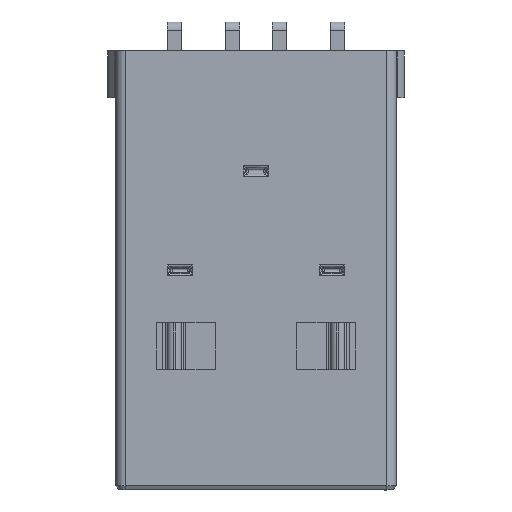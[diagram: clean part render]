
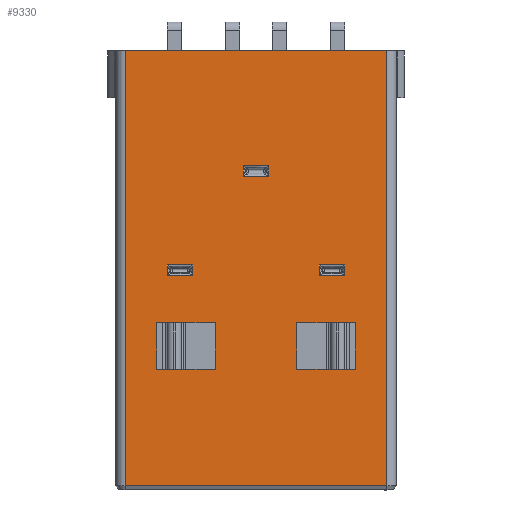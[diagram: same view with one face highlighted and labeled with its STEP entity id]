
A CAD part, top view. The second image highlights one B-rep face of the part: STEP entity #9330.
In plain terms, the highlighted planar face has unit normal (0, 0, 1).
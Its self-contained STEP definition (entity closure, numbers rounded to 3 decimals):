
#130=FACE_BOUND('',#3256,.T.);
#131=FACE_BOUND('',#3257,.T.);
#132=FACE_BOUND('',#3258,.T.);
#133=FACE_BOUND('',#3259,.T.);
#134=FACE_BOUND('',#3260,.T.);
#169=PLANE('',#10135);
#485=LINE('',#13780,#1432);
#491=LINE('',#13846,#1438);
#494=LINE('',#13851,#1441);
#502=LINE('',#13926,#1449);
#509=LINE('',#13994,#1456);
#517=LINE('',#14068,#1464);
#520=LINE('',#14074,#1467);
#528=LINE('',#14143,#1475);
#598=LINE('',#14706,#1545);
#599=LINE('',#14711,#1546);
#600=LINE('',#14713,#1547);
#601=LINE('',#14715,#1548);
#602=LINE('',#14716,#1549);
#603=LINE('',#14717,#1550);
#604=LINE('',#14720,#1551);
#605=LINE('',#14722,#1552);
#606=LINE('',#14724,#1553);
#607=LINE('',#14725,#1554);
#608=LINE('',#14728,#1555);
#609=LINE('',#14730,#1556);
#610=LINE('',#14732,#1557);
#611=LINE('',#14733,#1558);
#612=LINE('',#14734,#1559);
#613=LINE('',#14735,#1560);
#1432=VECTOR('',#10903,10.);
#1438=VECTOR('',#10935,10.);
#1441=VECTOR('',#10942,10.);
#1449=VECTOR('',#10982,10.);
#1456=VECTOR('',#11017,10.);
#1464=VECTOR('',#11055,10.);
#1467=VECTOR('',#11062,10.);
#1475=VECTOR('',#11100,10.);
#1545=VECTOR('',#11420,10.);
#1546=VECTOR('',#11425,10.);
#1547=VECTOR('',#11426,10.);
#1548=VECTOR('',#11427,10.);
#1549=VECTOR('',#11428,10.);
#1550=VECTOR('',#11429,10.);
#1551=VECTOR('',#11430,10.);
#1552=VECTOR('',#11431,10.);
#1553=VECTOR('',#11432,10.);
#1554=VECTOR('',#11433,10.);
#1555=VECTOR('',#11434,10.);
#1556=VECTOR('',#11435,10.);
#1557=VECTOR('',#11436,10.);
#1558=VECTOR('',#11437,10.);
#1559=VECTOR('',#11438,10.);
#1560=VECTOR('',#11439,10.);
#2663=FACE_OUTER_BOUND('',#3255,.T.);
#3255=EDGE_LOOP('',(#6808,#6809,#6810,#6811));
#3256=EDGE_LOOP('',(#6812,#6813,#6814,#6815));
#3257=EDGE_LOOP('',(#6816,#6817,#6818,#6819));
#3258=EDGE_LOOP('',(#6820,#6821,#6822,#6823));
#3259=EDGE_LOOP('',(#6824,#6825,#6826,#6827));
#3260=EDGE_LOOP('',(#6828,#6829,#6830,#6831));
#4158=VERTEX_POINT('',#13731);
#4164=VERTEX_POINT('',#13768);
#4166=VERTEX_POINT('',#13778);
#4170=VERTEX_POINT('',#13808);
#4176=VERTEX_POINT('',#13877);
#4182=VERTEX_POINT('',#13914);
#4184=VERTEX_POINT('',#13924);
#4191=VERTEX_POINT('',#13986);
#4194=VERTEX_POINT('',#14021);
#4200=VERTEX_POINT('',#14058);
#4202=VERTEX_POINT('',#14066);
#4209=VERTEX_POINT('',#14136);
#4303=VERTEX_POINT('',#14709);
#4304=VERTEX_POINT('',#14710);
#4305=VERTEX_POINT('',#14712);
#4306=VERTEX_POINT('',#14714);
#4307=VERTEX_POINT('',#14718);
#4308=VERTEX_POINT('',#14719);
#4309=VERTEX_POINT('',#14721);
#4310=VERTEX_POINT('',#14723);
#4311=VERTEX_POINT('',#14726);
#4312=VERTEX_POINT('',#14727);
#4313=VERTEX_POINT('',#14729);
#4314=VERTEX_POINT('',#14731);
#4999=EDGE_CURVE('',#4166,#4164,#485,.T.);
#5013=EDGE_CURVE('',#4158,#4170,#491,.T.);
#5016=EDGE_CURVE('',#4170,#4166,#494,.T.);
#5034=EDGE_CURVE('',#4184,#4182,#502,.T.);
#5049=EDGE_CURVE('',#4176,#4191,#509,.T.);
#5067=EDGE_CURVE('',#4202,#4194,#517,.T.);
#5070=EDGE_CURVE('',#4194,#4200,#520,.T.);
#5086=EDGE_CURVE('',#4200,#4209,#528,.T.);
#5235=EDGE_CURVE('',#4164,#4158,#598,.T.);
#5236=EDGE_CURVE('',#4303,#4304,#599,.T.);
#5237=EDGE_CURVE('',#4304,#4305,#600,.T.);
#5238=EDGE_CURVE('',#4306,#4305,#601,.T.);
#5239=EDGE_CURVE('',#4306,#4303,#602,.T.);
#5240=EDGE_CURVE('',#4209,#4202,#603,.T.);
#5241=EDGE_CURVE('',#4307,#4308,#604,.T.);
#5242=EDGE_CURVE('',#4308,#4309,#605,.T.);
#5243=EDGE_CURVE('',#4309,#4310,#606,.T.);
#5244=EDGE_CURVE('',#4310,#4307,#607,.T.);
#5245=EDGE_CURVE('',#4311,#4312,#608,.T.);
#5246=EDGE_CURVE('',#4312,#4313,#609,.T.);
#5247=EDGE_CURVE('',#4313,#4314,#610,.T.);
#5248=EDGE_CURVE('',#4314,#4311,#611,.T.);
#5249=EDGE_CURVE('',#4191,#4184,#612,.T.);
#5250=EDGE_CURVE('',#4182,#4176,#613,.T.);
#6808=ORIENTED_EDGE('',*,*,#5236,.T.);
#6809=ORIENTED_EDGE('',*,*,#5237,.T.);
#6810=ORIENTED_EDGE('',*,*,#5238,.F.);
#6811=ORIENTED_EDGE('',*,*,#5239,.T.);
#6812=ORIENTED_EDGE('',*,*,#5086,.F.);
#6813=ORIENTED_EDGE('',*,*,#5070,.F.);
#6814=ORIENTED_EDGE('',*,*,#5067,.F.);
#6815=ORIENTED_EDGE('',*,*,#5240,.F.);
#6816=ORIENTED_EDGE('',*,*,#5241,.T.);
#6817=ORIENTED_EDGE('',*,*,#5242,.T.);
#6818=ORIENTED_EDGE('',*,*,#5243,.T.);
#6819=ORIENTED_EDGE('',*,*,#5244,.T.);
#6820=ORIENTED_EDGE('',*,*,#5245,.T.);
#6821=ORIENTED_EDGE('',*,*,#5246,.T.);
#6822=ORIENTED_EDGE('',*,*,#5247,.T.);
#6823=ORIENTED_EDGE('',*,*,#5248,.T.);
#6824=ORIENTED_EDGE('',*,*,#5249,.F.);
#6825=ORIENTED_EDGE('',*,*,#5049,.F.);
#6826=ORIENTED_EDGE('',*,*,#5250,.F.);
#6827=ORIENTED_EDGE('',*,*,#5034,.F.);
#6828=ORIENTED_EDGE('',*,*,#4999,.F.);
#6829=ORIENTED_EDGE('',*,*,#5016,.F.);
#6830=ORIENTED_EDGE('',*,*,#5013,.F.);
#6831=ORIENTED_EDGE('',*,*,#5235,.F.);
#9330=ADVANCED_FACE('',(#2663,#130,#131,#132,#133,#134),#169,.T.);
#10135=AXIS2_PLACEMENT_3D('',#14708,#11423,#11424);
#10903=DIRECTION('',(0.,1.,0.));
#10935=DIRECTION('',(0.,-1.,0.));
#10942=DIRECTION('',(1.,0.,0.));
#10982=DIRECTION('',(0.,1.,0.));
#11017=DIRECTION('',(0.,-1.,0.));
#11055=DIRECTION('',(0.,-1.,0.));
#11062=DIRECTION('',(1.,0.,0.));
#11100=DIRECTION('',(0.,1.,0.));
#11420=DIRECTION('',(-1.,0.,0.));
#11423=DIRECTION('center_axis',(0.,0.,1.));
#11424=DIRECTION('ref_axis',(1.,0.,0.));
#11425=DIRECTION('',(0.,-1.,0.));
#11426=DIRECTION('',(1.,0.,0.));
#11427=DIRECTION('',(0.,-1.,0.));
#11428=DIRECTION('',(-1.,0.,0.));
#11429=DIRECTION('',(-1.,0.,0.));
#11430=DIRECTION('',(-1.,0.,0.));
#11431=DIRECTION('',(0.,1.,0.));
#11432=DIRECTION('',(1.,0.,0.));
#11433=DIRECTION('',(0.,-1.,0.));
#11434=DIRECTION('',(1.,0.,0.));
#11435=DIRECTION('',(0.,-1.,0.));
#11436=DIRECTION('',(-1.,0.,0.));
#11437=DIRECTION('',(0.,1.,0.));
#11438=DIRECTION('',(1.,0.,0.));
#11439=DIRECTION('',(-1.,0.,0.));
#13731=CARTESIAN_POINT('',(4.023,0.552,0.3));
#13768=CARTESIAN_POINT('',(4.477,0.552,0.3));
#13778=CARTESIAN_POINT('',(4.477,-0.552,0.3));
#13780=CARTESIAN_POINT('',(4.477,-0.238,0.3));
#13808=CARTESIAN_POINT('',(4.023,-0.552,0.3));
#13846=CARTESIAN_POINT('',(4.023,0.238,0.3));
#13851=CARTESIAN_POINT('',(2.05,-0.552,0.3));
#13877=CARTESIAN_POINT('',(-0.227,3.807,0.3));
#13914=CARTESIAN_POINT('',(0.227,3.807,0.3));
#13924=CARTESIAN_POINT('',(0.227,2.703,0.3));
#13926=CARTESIAN_POINT('',(0.227,1.39,0.3));
#13986=CARTESIAN_POINT('',(-0.227,2.703,0.3));
#13994=CARTESIAN_POINT('',(-0.227,1.865,0.3));
#14021=CARTESIAN_POINT('',(-0.227,-3.807,0.3));
#14058=CARTESIAN_POINT('',(0.227,-3.807,0.3));
#14066=CARTESIAN_POINT('',(-0.227,-2.703,0.3));
#14068=CARTESIAN_POINT('',(-0.227,-1.39,0.3));
#14074=CARTESIAN_POINT('',(-0.075,-3.807,0.3));
#14136=CARTESIAN_POINT('',(0.227,-2.703,0.3));
#14143=CARTESIAN_POINT('',(0.227,-1.865,0.3));
#14706=CARTESIAN_POINT('',(2.2,0.552,0.3));
#14708=CARTESIAN_POINT('Origin',(0.,0.,0.3));
#14709=CARTESIAN_POINT('',(-9.227,5.6,0.3));
#14710=CARTESIAN_POINT('',(-9.227,-5.6,0.3));
#14711=CARTESIAN_POINT('',(-9.227,7.804,0.3));
#14712=CARTESIAN_POINT('',(9.4,-5.6,0.3));
#14713=CARTESIAN_POINT('',(-4.7,-5.6,0.3));
#14714=CARTESIAN_POINT('',(9.4,5.6,0.3));
#14715=CARTESIAN_POINT('',(9.4,6.,0.3));
#14716=CARTESIAN_POINT('',(4.7,5.6,0.3));
#14717=CARTESIAN_POINT('',(0.075,-2.703,0.3));
#14718=CARTESIAN_POINT('',(-2.24,-4.25,0.3));
#14719=CARTESIAN_POINT('',(-4.24,-4.25,0.3));
#14720=CARTESIAN_POINT('',(-1.12,-4.25,0.3));
#14721=CARTESIAN_POINT('',(-4.24,-1.75,0.3));
#14722=CARTESIAN_POINT('',(-4.24,-2.125,0.3));
#14723=CARTESIAN_POINT('',(-2.24,-1.75,0.3));
#14724=CARTESIAN_POINT('',(-2.12,-1.75,0.3));
#14725=CARTESIAN_POINT('',(-2.24,-0.875,0.3));
#14726=CARTESIAN_POINT('',(-4.24,4.25,0.3));
#14727=CARTESIAN_POINT('',(-2.24,4.25,0.3));
#14728=CARTESIAN_POINT('',(-2.12,4.25,0.3));
#14729=CARTESIAN_POINT('',(-2.24,1.75,0.3));
#14730=CARTESIAN_POINT('',(-2.24,2.125,0.3));
#14731=CARTESIAN_POINT('',(-4.24,1.75,0.3));
#14732=CARTESIAN_POINT('',(-1.12,1.75,0.3));
#14733=CARTESIAN_POINT('',(-4.24,0.875,0.3));
#14734=CARTESIAN_POINT('',(-0.075,2.703,0.3));
#14735=CARTESIAN_POINT('',(0.075,3.807,0.3));
